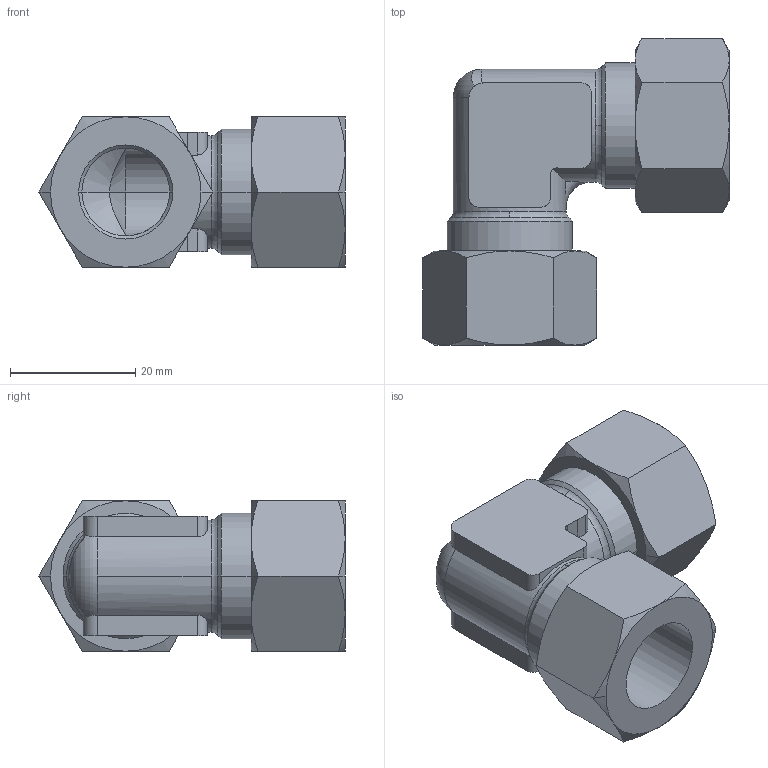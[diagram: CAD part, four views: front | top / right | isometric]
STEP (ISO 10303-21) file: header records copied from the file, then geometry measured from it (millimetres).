
FILE_DESCRIPTION(('STEP AP214'),'1');
FILE_NAME('0102_15_00.stp','2016-07-07T14:21:08',('TraceParts'),('TraceParts S.A.'),'Spatial InterOp 3D',' ',' ');
FILE_SCHEMA(('automotive_design'));
Length unit declared in the file: millimetre
Products named in the file (1): 1
Bounding box: 48.86 x 48.86 x 24 mm (x, y, z)
Volume: 15392.3 mm3; surface area: 9216.7 mm2
Topology: 1 solids, 1 shells, 118 faces, 287 edges, 173 vertices
Faces by surface type: cone 44, cylinder 34, plane 33, torus 7
Entity records: 3811 total; most frequent: CARTESIAN_POINT 1159, ORIENTED_EDGE 574, DIRECTION 554, EDGE_CURVE 287, AXIS2_PLACEMENT_3D 228, VERTEX_POINT 173, EDGE_LOOP 122, ADVANCED_FACE 118
